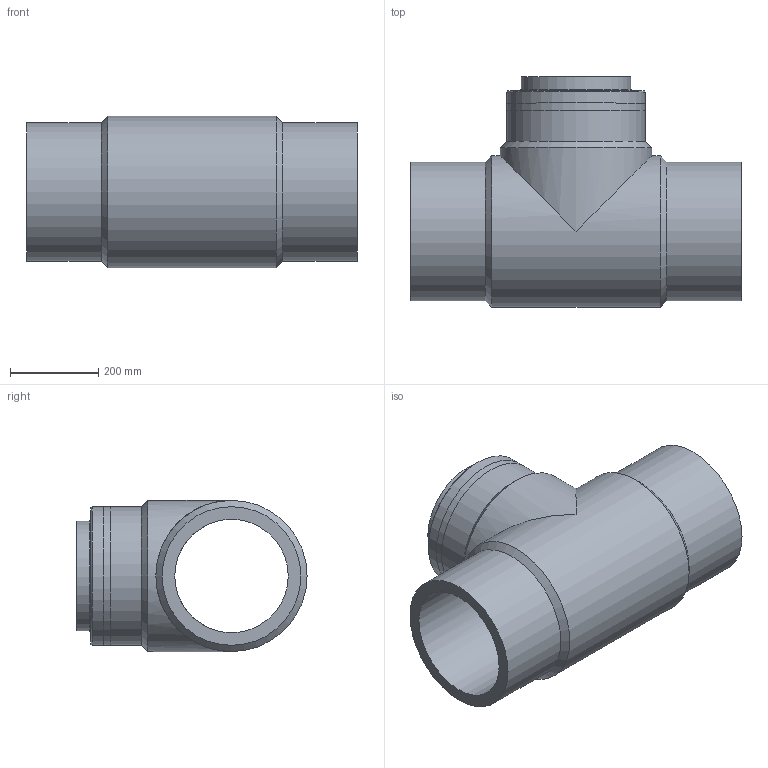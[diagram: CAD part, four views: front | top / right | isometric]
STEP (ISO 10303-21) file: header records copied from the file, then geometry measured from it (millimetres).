
FILE_DESCRIPTION (( 'STEP AP203' ), '1' );
FILE_NAME ('581248673.STEP', '2017-08-02T19:16:09', ( '' ), ( '' ), 'SwSTEP 2.0', 'SolidWorks 2017', '' );
FILE_SCHEMA (( 'CONFIG_CONTROL_DESIGN' ));
Length unit declared in the file: inch
Products named in the file (1): 581248673
Bounding box: 752 x 523.08 x 343.6 mm (x, y, z)
Volume: 29889961.7 mm3; surface area: 1859605.7 mm2
Topology: 2 solids, 2 shells, 25 faces, 56 edges, 35 vertices
Faces by surface type: cylinder 11, plane 6, cone 5, torus 3
Full cylindrical faces by diameter (mm): 204.318 x1, 249.936 x1, 257.556 x1, 257.8 x2, 314.96 x1, 315 x3, 343.6 x2
Entity records: 619 total; most frequent: DIRECTION 100, CARTESIAN_POINT 94, ORIENTED_EDGE 56, EDGE_LOOP 52, AXIS2_PLACEMENT_3D 50, FACE_OUTER_BOUND 39, EDGE_CURVE 28, VERTEX_POINT 28
